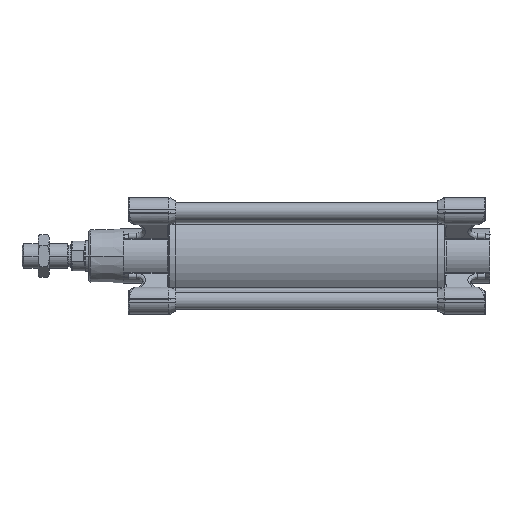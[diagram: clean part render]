
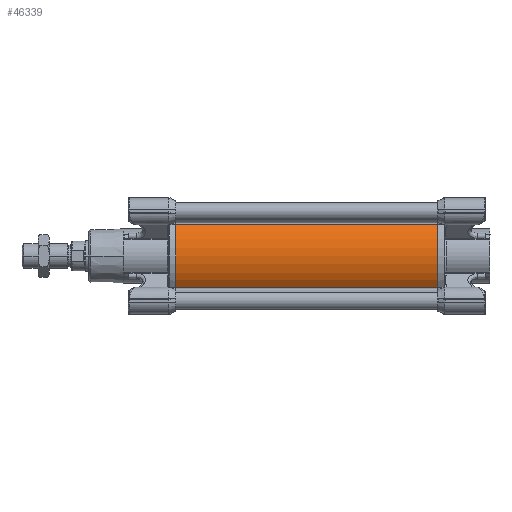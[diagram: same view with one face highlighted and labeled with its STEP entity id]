
A CAD part, left-side view. The second image highlights one B-rep face of the part: STEP entity #46339.
In plain terms, the highlighted cylindrical face has radius 42.5 mm (diameter 85 mm), a partial arc.
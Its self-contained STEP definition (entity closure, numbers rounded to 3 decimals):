
#27 = AXIS2_PLACEMENT_3D ( 'NONE', #55392, #101108, #114077 ) ;
#1178 = VERTEX_POINT ( 'NONE', #39430 ) ;
#2329 = EDGE_CURVE ( 'NONE', #40516, #46355, #111635, .T. ) ;
#11490 = EDGE_LOOP ( 'NONE', ( #115336, #34521, #17189, #14249 ) ) ;
#14249 = ORIENTED_EDGE ( 'NONE', *, *, #2329, .T. ) ;
#17189 = ORIENTED_EDGE ( 'NONE', *, *, #24348, .F. ) ;
#22775 = DIRECTION ( 'NONE',  ( 0., 0., 1. ) ) ;
#24348 = EDGE_CURVE ( 'NONE', #40516, #115337, #63363, .T. ) ;
#32988 = CARTESIAN_POINT ( 'NONE',  ( 0., 198., 0. ) ) ;
#33965 = EDGE_CURVE ( 'NONE', #46355, #1178, #51848, .T. ) ;
#34521 = ORIENTED_EDGE ( 'NONE', *, *, #52121, .F. ) ;
#36496 = AXIS2_PLACEMENT_3D ( 'NONE', #42323, #114444, #70011 ) ;
#39430 = CARTESIAN_POINT ( 'NONE',  ( -34.081, 250., -25.391 ) ) ;
#40516 = VERTEX_POINT ( 'NONE', #106982 ) ;
#42323 = CARTESIAN_POINT ( 'NONE',  ( 0., 38., 0. ) ) ;
#46339 = ADVANCED_FACE ( 'NONE', ( #86522 ), #105122, .T. ) ;
#46355 = VERTEX_POINT ( 'NONE', #80460 ) ;
#49058 = CARTESIAN_POINT ( 'NONE',  ( -34.081, 198., 25.391 ) ) ;
#51848 = CIRCLE ( 'NONE', #27, 42.5 ) ;
#52121 = EDGE_CURVE ( 'NONE', #115337, #1178, #108508, .T. ) ;
#53925 = AXIS2_PLACEMENT_3D ( 'NONE', #32988, #77516, #22775 ) ;
#55392 = CARTESIAN_POINT ( 'NONE',  ( 0., 250., 0. ) ) ;
#63363 = CIRCLE ( 'NONE', #36496, 42.5 ) ;
#66438 = CARTESIAN_POINT ( 'NONE',  ( -34.081, 38., -25.391 ) ) ;
#67747 = DIRECTION ( 'NONE',  ( 0., 1., 0. ) ) ;
#70011 = DIRECTION ( 'NONE',  ( 0., 0., -1. ) ) ;
#77516 = DIRECTION ( 'NONE',  ( 0., 1., 0. ) ) ;
#80460 = CARTESIAN_POINT ( 'NONE',  ( -34.081, 250., 25.391 ) ) ;
#86522 = FACE_OUTER_BOUND ( 'NONE', #11490, .T. ) ;
#97988 = VECTOR ( 'NONE', #67747, 1000. ) ;
#99509 = DIRECTION ( 'NONE',  ( 0., 1., 0. ) ) ;
#101108 = DIRECTION ( 'NONE',  ( 0., -1., 0. ) ) ;
#105122 = CYLINDRICAL_SURFACE ( 'NONE', #53925, 42.5 ) ;
#106982 = CARTESIAN_POINT ( 'NONE',  ( -34.081, 38., 25.391 ) ) ;
#108508 = LINE ( 'NONE', #109098, #112472 ) ;
#109098 = CARTESIAN_POINT ( 'NONE',  ( -34.081, 198., -25.391 ) ) ;
#111635 = LINE ( 'NONE', #49058, #97988 ) ;
#112472 = VECTOR ( 'NONE', #99509, 1000. ) ;
#114077 = DIRECTION ( 'NONE',  ( 0., 0., -1. ) ) ;
#114444 = DIRECTION ( 'NONE',  ( 0., -1., 0. ) ) ;
#115336 = ORIENTED_EDGE ( 'NONE', *, *, #33965, .T. ) ;
#115337 = VERTEX_POINT ( 'NONE', #66438 ) ;
